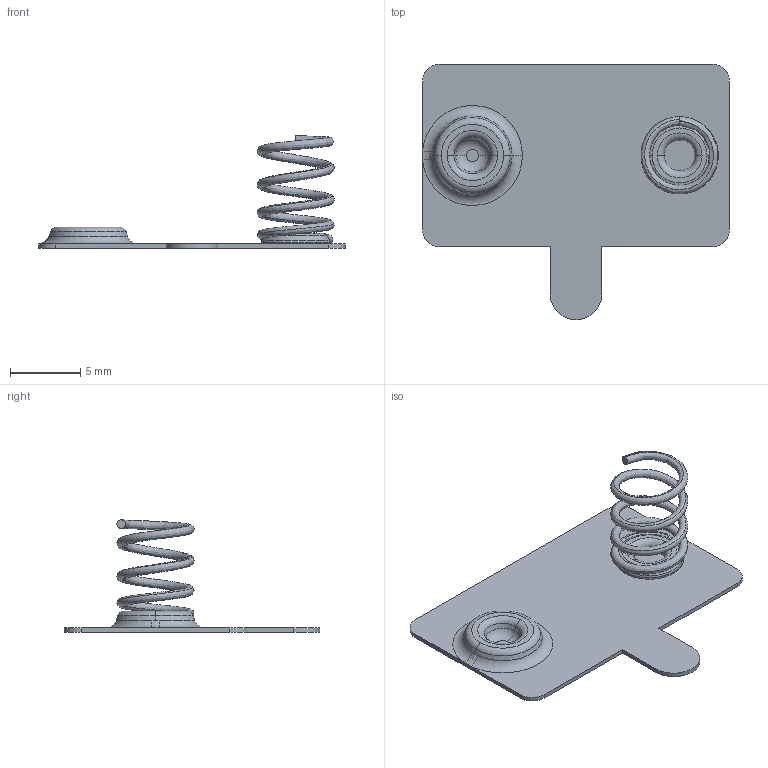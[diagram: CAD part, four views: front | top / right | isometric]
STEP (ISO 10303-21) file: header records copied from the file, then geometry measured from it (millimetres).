
FILE_DESCRIPTION (( 'STEP AP214' ), '1' );
FILE_NAME ('SN-T5-3.STEP', '2020-12-07T18:30:14', ( '' ), ( '' ), 'SwSTEP 2.0', 'SolidWorks 2017', '' );
FILE_SCHEMA (( 'AUTOMOTIVE_DESIGN' ));
Length unit declared in the file: millimetre
Products named in the file (1): SN-T5-3
Bounding box: 21.84 x 18.2 x 8 mm (x, y, z)
Volume: 122.8 mm3; surface area: 781.8 mm2
Topology: 1 solids, 1 shells, 66 faces, 158 edges, 99 vertices
Faces by surface type: torus 23, plane 17, cone 11, cylinder 9, bspline 6
Entity records: 3862 total; most frequent: CARTESIAN_POINT 2294, DIRECTION 340, ORIENTED_EDGE 316, EDGE_CURVE 158, AXIS2_PLACEMENT_3D 149, VERTEX_POINT 99, CIRCLE 88, EDGE_LOOP 71
